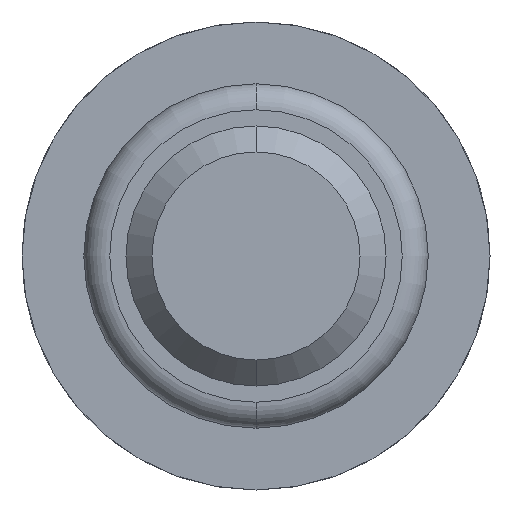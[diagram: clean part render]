
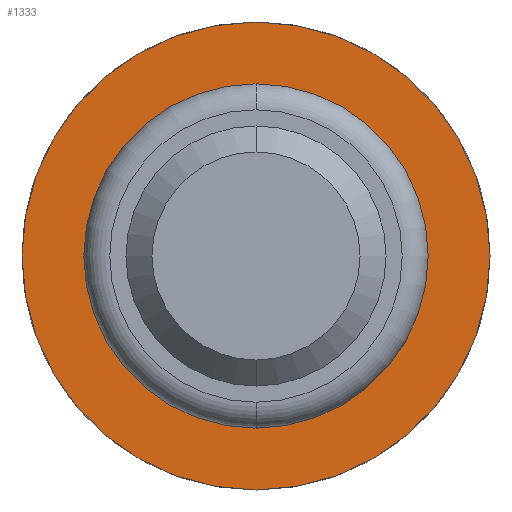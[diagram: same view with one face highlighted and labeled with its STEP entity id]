
A CAD part, front view. The second image highlights one B-rep face of the part: STEP entity #1333.
In plain terms, the highlighted planar face has unit normal (0, -1, 0).
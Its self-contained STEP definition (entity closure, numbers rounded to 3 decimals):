
#149 = EDGE_CURVE ( 'Defeature ausgef�hrt4_12+Defeature ausgef�hrt4_13+Defeature ausgef�hrt4_13+Defeature ausgef�hrt4_13', #3977, #458, #1283, .T. ) ;
#183 = ORIENTED_EDGE ( 'NONE', *, *, #149, .F. ) ;
#377 = CIRCLE ( 'NONE', #502, 1.325 ) ;
#458 = VERTEX_POINT ( 'NONE', #1574 ) ;
#491 = EDGE_LOOP ( 'NONE', ( #2183, #4571 ) ) ;
#502 = AXIS2_PLACEMENT_3D ( 'NONE', #2360, #3105, #3078 ) ;
#648 = CARTESIAN_POINT ( 'NONE',  ( 0., -1.8, -1.325 ) ) ;
#771 = CARTESIAN_POINT ( 'NONE',  ( 0., -1.8, 1.8 ) ) ;
#846 = FACE_BOUND ( 'NONE', #491, .T. ) ;
#1126 = FACE_OUTER_BOUND ( 'NONE', #2392, .T. ) ;
#1226 = AXIS2_PLACEMENT_3D ( 'NONE', #3851, #1386, #2778 ) ;
#1283 = CIRCLE ( 'NONE', #1226, 1.8 ) ;
#1333 = ADVANCED_FACE ( 'Defeature ausgef�hrt4_13', ( #1126, #846 ), #4419, .F. ) ;
#1380 = DIRECTION ( 'NONE',  ( 0., 0., 1. ) ) ;
#1386 = DIRECTION ( 'NONE',  ( 0., 1., 0. ) ) ;
#1574 = CARTESIAN_POINT ( 'NONE',  ( 0., -1.8, -1.8 ) ) ;
#1600 = AXIS2_PLACEMENT_3D ( 'NONE', #2060, #3881, #1380 ) ;
#1746 = ORIENTED_EDGE ( 'NONE', *, *, #3772, .F. ) ;
#1811 = DIRECTION ( 'NONE',  ( 0., 0., 1. ) ) ;
#1917 = AXIS2_PLACEMENT_3D ( 'NONE', #3696, #2618, #3311 ) ;
#2060 = CARTESIAN_POINT ( 'NONE',  ( 0., -1.8, 0. ) ) ;
#2158 = CIRCLE ( 'NONE', #4241, 1.325 ) ;
#2183 = ORIENTED_EDGE ( 'NONE', *, *, #3662, .T. ) ;
#2232 = CARTESIAN_POINT ( 'NONE',  ( 0., -1.8, 1.325 ) ) ;
#2360 = CARTESIAN_POINT ( 'NONE',  ( 0., -1.8, 0. ) ) ;
#2392 = EDGE_LOOP ( 'NONE', ( #183, #1746 ) ) ;
#2403 = CARTESIAN_POINT ( 'NONE',  ( 0., -1.8, 0. ) ) ;
#2576 = VERTEX_POINT ( 'NONE', #648 ) ;
#2618 = DIRECTION ( 'NONE',  ( 0., 1., 0. ) ) ;
#2648 = EDGE_CURVE ( 'Defeature ausgef�hrt4_13+Defeature ausgef�hrt4_14+Defeature ausgef�hrt4_14+Defeature ausgef�hrt4_14', #2576, #4587, #2158, .T. ) ;
#2778 = DIRECTION ( 'NONE',  ( 0., 0., 1. ) ) ;
#3078 = DIRECTION ( 'NONE',  ( 0., 0., 1. ) ) ;
#3105 = DIRECTION ( 'NONE',  ( 0., 1., 0. ) ) ;
#3311 = DIRECTION ( 'NONE',  ( 0., 0., 1. ) ) ;
#3662 = EDGE_CURVE ( 'Defeature ausgef�hrt4_13+Defeature ausgef�hrt4_14+Defeature ausgef�hrt4_14+Defeature ausgef�hrt4_14', #4587, #2576, #377, .T. ) ;
#3696 = CARTESIAN_POINT ( 'NONE',  ( 1.8, -1.8, 0. ) ) ;
#3772 = EDGE_CURVE ( 'Defeature ausgef�hrt4_12+Defeature ausgef�hrt4_13+Defeature ausgef�hrt4_13+Defeature ausgef�hrt4_13', #458, #3977, #3987, .T. ) ;
#3851 = CARTESIAN_POINT ( 'NONE',  ( 0., -1.8, 0. ) ) ;
#3881 = DIRECTION ( 'NONE',  ( 0., 1., 0. ) ) ;
#3977 = VERTEX_POINT ( 'NONE', #771 ) ;
#3987 = CIRCLE ( 'NONE', #1600, 1.8 ) ;
#4241 = AXIS2_PLACEMENT_3D ( 'NONE', #2403, #4524, #1811 ) ;
#4419 = PLANE ( 'NONE',  #1917 ) ;
#4524 = DIRECTION ( 'NONE',  ( 0., 1., 0. ) ) ;
#4571 = ORIENTED_EDGE ( 'NONE', *, *, #2648, .T. ) ;
#4587 = VERTEX_POINT ( 'NONE', #2232 ) ;
